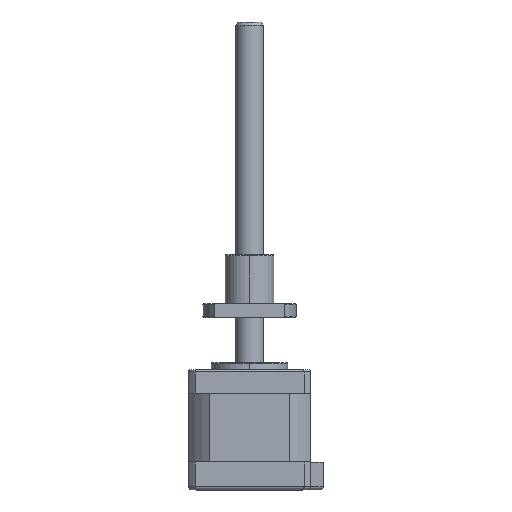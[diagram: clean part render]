
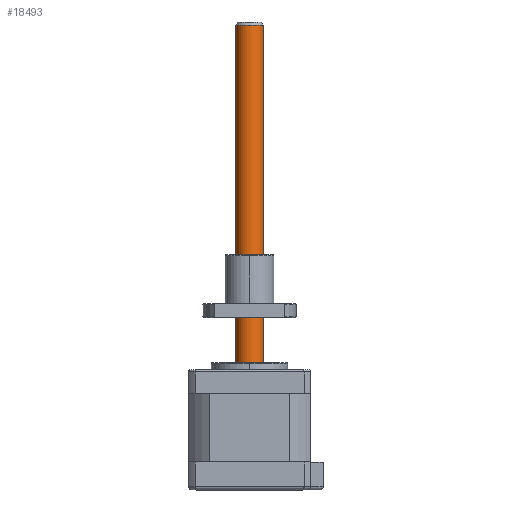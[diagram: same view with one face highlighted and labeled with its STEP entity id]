
A CAD part, top view. The second image highlights one B-rep face of the part: STEP entity #18493.
In plain terms, the highlighted cylindrical face has radius 4 mm (diameter 8 mm), a partial arc.
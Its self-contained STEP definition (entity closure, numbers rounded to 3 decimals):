
#885 = DIRECTION ( 'NONE',  ( 0., -1., 0. ) ) ;
#1951 = CARTESIAN_POINT ( 'NONE',  ( -4.709, 15.993, 16.638 ) ) ;
#7708 = VERTEX_POINT ( 'NONE', #38682 ) ;
#8498 = LINE ( 'NONE', #32764, #19537 ) ;
#8954 = VERTEX_POINT ( 'NONE', #33043 ) ;
#9090 = CYLINDRICAL_SURFACE ( 'NONE', #25788, 4. ) ;
#9143 = DIRECTION ( 'NONE',  ( -1., 0., 0. ) ) ;
#10388 = EDGE_CURVE ( 'NONE', #16078, #7708, #43070, .T. ) ;
#11213 = VERTEX_POINT ( 'NONE', #17551 ) ;
#13313 = ORIENTED_EDGE ( 'NONE', *, *, #35963, .T. ) ;
#14484 = FACE_OUTER_BOUND ( 'NONE', #16330, .T. ) ;
#16078 = VERTEX_POINT ( 'NONE', #16678 ) ;
#16330 = EDGE_LOOP ( 'NONE', ( #28069, #13313, #17807, #18891 ) ) ;
#16678 = CARTESIAN_POINT ( 'NONE',  ( -0.709, 114.993, 16.638 ) ) ;
#17434 = DIRECTION ( 'NONE',  ( 1., 0., 0. ) ) ;
#17538 = AXIS2_PLACEMENT_3D ( 'NONE', #34525, #34384, #17434 ) ;
#17551 = CARTESIAN_POINT ( 'NONE',  ( -8.709, 15.993, 16.638 ) ) ;
#17807 = ORIENTED_EDGE ( 'NONE', *, *, #19074, .T. ) ;
#18493 = ADVANCED_FACE ( 'NONE', ( #14484 ), #9090, .T. ) ;
#18891 = ORIENTED_EDGE ( 'NONE', *, *, #26471, .F. ) ;
#19074 = EDGE_CURVE ( 'NONE', #8954, #11213, #8498, .T. ) ;
#19537 = VECTOR ( 'NONE', #35579, 1000. ) ;
#25788 = AXIS2_PLACEMENT_3D ( 'NONE', #30363, #885, #37377 ) ;
#26471 = EDGE_CURVE ( 'NONE', #7708, #11213, #31456, .T. ) ;
#26496 = CARTESIAN_POINT ( 'NONE',  ( -0.709, 115.993, 16.638 ) ) ;
#28069 = ORIENTED_EDGE ( 'NONE', *, *, #10388, .F. ) ;
#28181 = DIRECTION ( 'NONE',  ( 0., -1., 0. ) ) ;
#28751 = CIRCLE ( 'NONE', #17538, 4. ) ;
#29879 = DIRECTION ( 'NONE',  ( 0., -1., 0. ) ) ;
#30363 = CARTESIAN_POINT ( 'NONE',  ( -4.709, 115.993, 16.638 ) ) ;
#31456 = CIRCLE ( 'NONE', #36410, 4. ) ;
#32764 = CARTESIAN_POINT ( 'NONE',  ( -8.709, 115.993, 16.638 ) ) ;
#33043 = CARTESIAN_POINT ( 'NONE',  ( -8.709, 114.993, 16.638 ) ) ;
#33584 = VECTOR ( 'NONE', #29879, 1000. ) ;
#34384 = DIRECTION ( 'NONE',  ( 0., -1., 0. ) ) ;
#34525 = CARTESIAN_POINT ( 'NONE',  ( -4.709, 114.993, 16.638 ) ) ;
#35579 = DIRECTION ( 'NONE',  ( 0., -1., 0. ) ) ;
#35963 = EDGE_CURVE ( 'NONE', #16078, #8954, #28751, .T. ) ;
#36410 = AXIS2_PLACEMENT_3D ( 'NONE', #1951, #28181, #9143 ) ;
#37377 = DIRECTION ( 'NONE',  ( -1., 0., 0. ) ) ;
#38682 = CARTESIAN_POINT ( 'NONE',  ( -0.709, 15.993, 16.638 ) ) ;
#43070 = LINE ( 'NONE', #26496, #33584 ) ;
